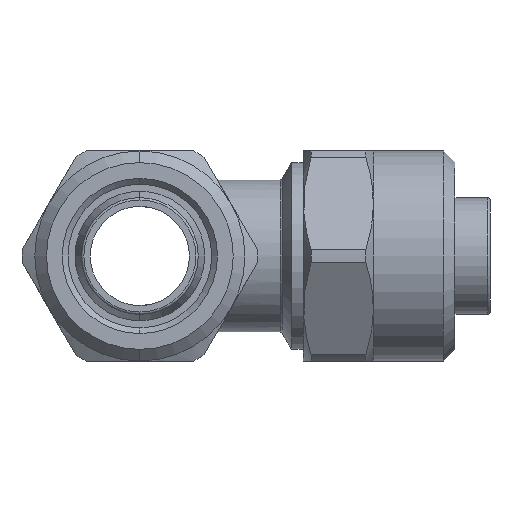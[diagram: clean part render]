
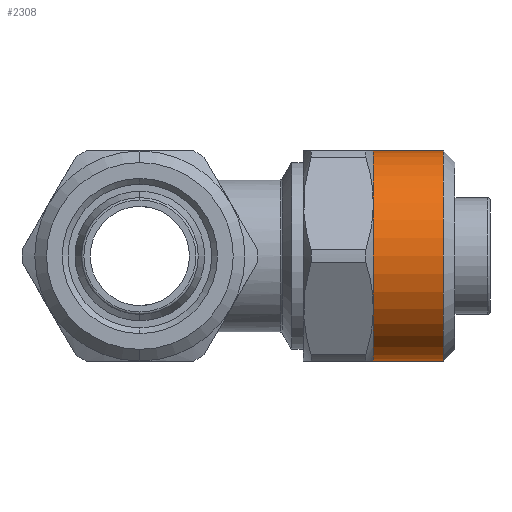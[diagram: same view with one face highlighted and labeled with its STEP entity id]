
A CAD part, left-side view. The second image highlights one B-rep face of the part: STEP entity #2308.
In plain terms, the highlighted cylindrical face has radius 9 mm (diameter 18 mm), a partial arc.
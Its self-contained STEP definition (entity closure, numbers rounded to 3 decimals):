
#27 = CARTESIAN_POINT ( 'NONE',  ( 0., -20., -9. ) ) ;
#28 = CARTESIAN_POINT ( 'NONE',  ( -7.794, -20., -4.5 ) ) ;
#29 = CARTESIAN_POINT ( 'NONE',  ( -7.794, -20., 4.5 ) ) ;
#30 = CARTESIAN_POINT ( 'NONE',  ( 0., -20., 9. ) ) ;
#31 = CARTESIAN_POINT ( 'NONE',  ( 0., -26., -9. ) ) ;
#33 = CARTESIAN_POINT ( 'NONE',  ( 0., -26., 9. ) ) ;
#962 = VECTOR ( 'NONE', #1921, 1000. ) ;
#973 = AXIS2_PLACEMENT_3D ( 'NONE', #1917, #1918, #1919 ) ;
#976 = CIRCLE ( 'NONE', #973, 9. ) ;
#978 = AXIS2_PLACEMENT_3D ( 'NONE', #1914, #1915, #1916 ) ;
#980 = CIRCLE ( 'NONE', #978, 9. ) ;
#982 = AXIS2_PLACEMENT_3D ( 'NONE', #1911, #1912, #1913 ) ;
#984 = VECTOR ( 'NONE', #1910, 1000. ) ;
#995 = CIRCLE ( 'NONE', #982, 9. ) ;
#997 = AXIS2_PLACEMENT_3D ( 'NONE', #1904, #1905, #1906 ) ;
#1020 = CIRCLE ( 'NONE', #997, 9. ) ;
#1160 = FACE_OUTER_BOUND ( 'NONE', #3123, .T. ) ;
#1161 = CYLINDRICAL_SURFACE ( 'NONE', #3434, 9. ) ;
#1904 = CARTESIAN_POINT ( 'NONE',  ( 0., -26., 0. ) ) ;
#1905 = DIRECTION ( 'NONE',  ( 0., 1., 0. ) ) ;
#1906 = DIRECTION ( 'NONE',  ( 0., 0., -1. ) ) ;
#1909 = CARTESIAN_POINT ( 'NONE',  ( 0., -10.787, 9. ) ) ;
#1910 = DIRECTION ( 'NONE',  ( 0., 1., 0. ) ) ;
#1911 = CARTESIAN_POINT ( 'NONE',  ( 0., -20., 0. ) ) ;
#1912 = DIRECTION ( 'NONE',  ( 0., 1., 0. ) ) ;
#1913 = DIRECTION ( 'NONE',  ( 0., 0., -1. ) ) ;
#1914 = CARTESIAN_POINT ( 'NONE',  ( 0., -20., 0. ) ) ;
#1915 = DIRECTION ( 'NONE',  ( 0., 1., 0. ) ) ;
#1916 = DIRECTION ( 'NONE',  ( 0., 0., -1. ) ) ;
#1917 = CARTESIAN_POINT ( 'NONE',  ( 0., -20., 0. ) ) ;
#1918 = DIRECTION ( 'NONE',  ( 0., 1., 0. ) ) ;
#1919 = DIRECTION ( 'NONE',  ( 0., 0., -1. ) ) ;
#1920 = CARTESIAN_POINT ( 'NONE',  ( 0., -10.787, -9. ) ) ;
#1921 = DIRECTION ( 'NONE',  ( 0., 1., 0. ) ) ;
#2308 = ADVANCED_FACE ( 'NONE', ( #1160 ), #1161, .T. ) ;
#2443 = LINE ( 'NONE', #1909, #984 ) ;
#2444 = LINE ( 'NONE', #1920, #962 ) ;
#3033 = EDGE_CURVE ( 'NONE', #6443, #6445, #1020, .T. ) ;
#3035 = EDGE_CURVE ( 'NONE', #6445, #6442, #2443, .T. ) ;
#3036 = EDGE_CURVE ( 'NONE', #6441, #6442, #995, .T. ) ;
#3037 = EDGE_CURVE ( 'NONE', #6440, #6441, #980, .T. ) ;
#3038 = EDGE_CURVE ( 'NONE', #6439, #6440, #976, .T. ) ;
#3039 = EDGE_CURVE ( 'NONE', #6443, #6439, #2444, .T. ) ;
#3123 = EDGE_LOOP ( 'NONE', ( #6632, #6634, #6633, #6635, #6636, #6637 ) ) ;
#3434 = AXIS2_PLACEMENT_3D ( 'NONE', #5734, #5735, #5736 ) ;
#5734 = CARTESIAN_POINT ( 'NONE',  ( 0., -10.787, 0. ) ) ;
#5735 = DIRECTION ( 'NONE',  ( 0., 1., 0. ) ) ;
#5736 = DIRECTION ( 'NONE',  ( 0., 0., -1. ) ) ;
#6439 = VERTEX_POINT ( 'NONE', #27 ) ;
#6440 = VERTEX_POINT ( 'NONE', #28 ) ;
#6441 = VERTEX_POINT ( 'NONE', #29 ) ;
#6442 = VERTEX_POINT ( 'NONE', #30 ) ;
#6443 = VERTEX_POINT ( 'NONE', #31 ) ;
#6445 = VERTEX_POINT ( 'NONE', #33 ) ;
#6632 = ORIENTED_EDGE ( 'NONE', *, *, #3033, .T. ) ;
#6633 = ORIENTED_EDGE ( 'NONE', *, *, #3036, .F. ) ;
#6634 = ORIENTED_EDGE ( 'NONE', *, *, #3035, .T. ) ;
#6635 = ORIENTED_EDGE ( 'NONE', *, *, #3037, .F. ) ;
#6636 = ORIENTED_EDGE ( 'NONE', *, *, #3038, .F. ) ;
#6637 = ORIENTED_EDGE ( 'NONE', *, *, #3039, .F. ) ;
